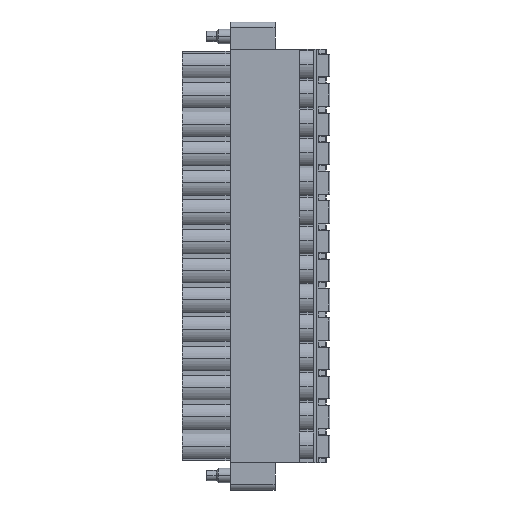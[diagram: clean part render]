
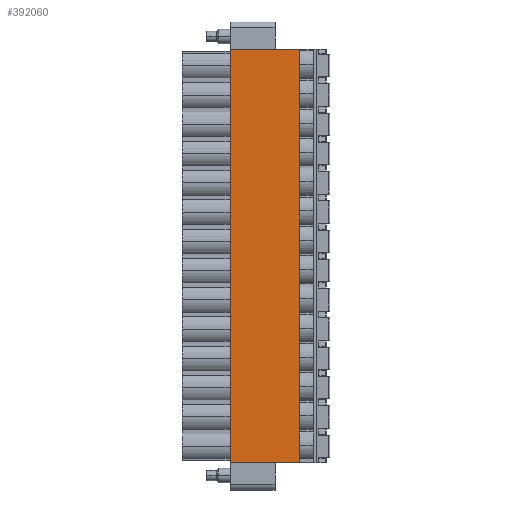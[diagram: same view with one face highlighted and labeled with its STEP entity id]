
A CAD part, front view. The second image highlights one B-rep face of the part: STEP entity #392060.
In plain terms, the highlighted planar face has unit normal (0, -1, 0).
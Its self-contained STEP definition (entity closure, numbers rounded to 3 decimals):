
#9930=CARTESIAN_POINT('',(29.171,9.914,
   0.1));
#9940=DIRECTION('',(0.,0.,
   -1.));
#9950=VECTOR('',#9940,1.);
#9960=LINE('',#9930,#9950);
#9970=CARTESIAN_POINT('',(29.171,9.914,
   0.1));
#9980=VERTEX_POINT('',#9970);
#9990=CARTESIAN_POINT('',(29.171,9.914,
   -2.55));
#10000=VERTEX_POINT('',#9990);
#10010=EDGE_CURVE('',#9980,#10000,#9960,.T.);
#11420=CARTESIAN_POINT('',(17.091,9.914
   ,0.1));
#11430=VERTEX_POINT('',#11420);
#12690=CARTESIAN_POINT('',(19.283,9.914
   ,0.1));
#12700=DIRECTION('',(1.,0.,
   0.));
#12710=VECTOR('',#12700,1.);
#12720=LINE('',#12690,#12710);
#12730=EDGE_CURVE('',#11430,#9980,#12720,.T.);
#59800=CARTESIAN_POINT('',(29.171,9.914
   ,0.1));
#59810=DIRECTION('',(0.,0.,
   -1.));
#59820=VECTOR('',#59810,1.);
#59830=LINE('',#59800,#59820);
#59840=CARTESIAN_POINT('',(29.171,9.914
   ,-7.63));
#59850=VERTEX_POINT('',#59840);
#59860=EDGE_CURVE('',#10000,#59850,#59830,.T.);
#101470=CARTESIAN_POINT('',(29.171,
   9.914,-4.98));
#101480=DIRECTION('',(0.,0.,
   -1.));
#101490=VECTOR('',#101480,1.);
#101500=LINE('',#101470,#101490);
#101510=CARTESIAN_POINT('',(29.171,
   9.914,-12.71));
#101520=VERTEX_POINT('',#101510);
#101530=EDGE_CURVE('',#59850,#101520,#101500,.T.);
#102380=CARTESIAN_POINT('',(29.171,
   9.914,-17.79));
#102390=VERTEX_POINT('',#102380);
#102420=CARTESIAN_POINT('',(29.171,
   9.914,-4.98));
#102430=DIRECTION('',(0.,0.,
   -1.));
#102440=VECTOR('',#102430,1.);
#102450=LINE('',#102420,#102440);
#102460=EDGE_CURVE('',#101520,#102390,#102450,.T.);
#138490=CARTESIAN_POINT('',(29.171,
   9.914,-22.87));
#138500=VERTEX_POINT('',#138490);
#138530=CARTESIAN_POINT('',(29.171,
   9.914,-10.06));
#138540=DIRECTION('',(0.,0.,
   -1.));
#138550=VECTOR('',#138540,1.);
#138560=LINE('',#138530,#138550);
#138570=EDGE_CURVE('',#102390,#138500,#138560,.T.);
#157100=CARTESIAN_POINT('',(29.171,
   9.914,-27.95));
#157110=VERTEX_POINT('',#157100);
#157140=CARTESIAN_POINT('',(29.171,
   9.914,-20.22));
#157150=DIRECTION('',(0.,0.,
   -1.));
#157160=VECTOR('',#157150,1.);
#157170=LINE('',#157140,#157160);
#157180=EDGE_CURVE('',#138500,#157110,#157170,.T.);
#201000=CARTESIAN_POINT('',(29.171,
   9.914,-20.22));
#201010=DIRECTION('',(0.,0.,
   -1.));
#201020=VECTOR('',#201010,1.);
#201030=LINE('',#201000,#201020);
#201040=CARTESIAN_POINT('',(29.171,
   9.914,-33.03));
#201050=VERTEX_POINT('',#201040);
#201060=EDGE_CURVE('',#157110,#201050,#201030,.T.);
#226790=CARTESIAN_POINT('',(29.171,
   9.914,-38.11));
#226800=VERTEX_POINT('',#226790);
#226830=CARTESIAN_POINT('',(29.171,
   9.914,-25.3));
#226840=DIRECTION('',(0.,0.,
   -1.));
#226850=VECTOR('',#226840,1.);
#226860=LINE('',#226830,#226850);
#226870=EDGE_CURVE('',#201050,#226800,#226860,.T.);
#244880=CARTESIAN_POINT('',(29.171,
   9.914,-43.19));
#244890=VERTEX_POINT('',#244880);
#244920=CARTESIAN_POINT('',(29.171,
   9.914,-35.46));
#244930=DIRECTION('',(0.,0.,
   -1.));
#244940=VECTOR('',#244930,1.);
#244950=LINE('',#244920,#244940);
#244960=EDGE_CURVE('',#226800,#244890,#244950,.T.);
#291710=CARTESIAN_POINT('',(29.171,
   9.914,-50.7));
#291720=DIRECTION('',(0.,0.,
   -1.));
#291730=VECTOR('',#291720,1.);
#291740=LINE('',#291710,#291730);
#291750=CARTESIAN_POINT('',(29.171,
   9.914,-53.35));
#291760=VERTEX_POINT('',#291750);
#291770=CARTESIAN_POINT('',(29.171,
   9.914,-58.43));
#291780=VERTEX_POINT('',#291770);
#291790=EDGE_CURVE('',#291760,#291780,#291740,.T.);
#309150=CARTESIAN_POINT('',(29.171,
   9.914,-40.54));
#309160=DIRECTION('',(0.,0.,
   -1.));
#309170=VECTOR('',#309160,1.);
#309180=LINE('',#309150,#309170);
#309190=CARTESIAN_POINT('',(29.171,
   9.914,-48.27));
#309200=VERTEX_POINT('',#309190);
#309210=EDGE_CURVE('',#244890,#309200,#309180,.T.);
#310080=CARTESIAN_POINT('',(29.171,
   9.914,-40.54));
#310090=DIRECTION('',(0.,0.,
   -1.));
#310100=VECTOR('',#310090,1.);
#310110=LINE('',#310080,#310100);
#310120=EDGE_CURVE('',#309200,#291760,#310110,.T.);
#336830=CARTESIAN_POINT('',(29.171,
   9.914,-68.59));
#336840=VERTEX_POINT('',#336830);
#379020=CARTESIAN_POINT('',(29.171,
   9.914,-63.51));
#379030=VERTEX_POINT('',#379020);
#391520=CARTESIAN_POINT('',(17.101,
   9.914,-50.7));
#391530=DIRECTION('',(0.,-1.,
   0.));
#391540=DIRECTION('',(-1.,0.,
   0.));
#391550=AXIS2_PLACEMENT_3D('',#391520,#391530,#391540);
#391560=PLANE('',#391550);
#391570=ORIENTED_EDGE('',*,*,#12730,.F.);
#391580=ORIENTED_EDGE('',*,*,#10010,.F.);
#391590=ORIENTED_EDGE('',*,*,#59860,.F.);
#391600=ORIENTED_EDGE('',*,*,#101530,.F.);
#391610=ORIENTED_EDGE('',*,*,#102460,.F.);
#391620=ORIENTED_EDGE('',*,*,#138570,.F.);
#391630=ORIENTED_EDGE('',*,*,#157180,.F.);
#391640=ORIENTED_EDGE('',*,*,#201060,.F.);
#391650=ORIENTED_EDGE('',*,*,#226870,.F.);
#391660=ORIENTED_EDGE('',*,*,#244960,.F.);
#391670=ORIENTED_EDGE('',*,*,#309210,.F.);
#391680=ORIENTED_EDGE('',*,*,#310120,.F.);
#391690=ORIENTED_EDGE('',*,*,#291790,.F.);
#391700=CARTESIAN_POINT('',(29.171,
   9.914,-50.7));
#391710=DIRECTION('',(0.,0.,
   -1.));
#391720=VECTOR('',#391710,1.);
#391730=LINE('',#391700,#391720);
#391740=EDGE_CURVE('',#291780,#379030,#391730,.T.);
#391750=ORIENTED_EDGE('',*,*,#391740,.F.);
#391760=CARTESIAN_POINT('',(29.171,
   9.914,-55.78));
#391770=DIRECTION('',(0.,0.,
   -1.));
#391780=VECTOR('',#391770,1.);
#391790=LINE('',#391760,#391780);
#391800=EDGE_CURVE('',#379030,#336840,#391790,.T.);
#391810=ORIENTED_EDGE('',*,*,#391800,.F.);
#391820=CARTESIAN_POINT('',(29.171,
   9.914,-60.86));
#391830=DIRECTION('',(0.,0.,
   -1.));
#391840=VECTOR('',#391830,1.);
#391850=LINE('',#391820,#391840);
#391860=CARTESIAN_POINT('',(29.171,
   9.914,-71.64));
#391870=VERTEX_POINT('',#391860);
#391880=EDGE_CURVE('',#336840,#391870,#391850,.T.);
#391890=ORIENTED_EDGE('',*,*,#391880,.F.);
#391900=CARTESIAN_POINT('',(19.283,
   9.914,-71.64));
#391910=DIRECTION('',(-1.,0.,
   0.));
#391920=VECTOR('',#391910,1.);
#391930=LINE('',#391900,#391920);
#391940=CARTESIAN_POINT('',(17.091,
   9.914,-71.64));
#391950=VERTEX_POINT('',#391940);
#391960=EDGE_CURVE('',#391870,#391950,#391930,.T.);
#391970=ORIENTED_EDGE('',*,*,#391960,.F.);
#391980=CARTESIAN_POINT('',(17.091,
   9.914,-50.7));
#391990=DIRECTION('',(0.,0.,
   -1.));
#392000=VECTOR('',#391990,1.);
#392010=LINE('',#391980,#392000);
#392020=EDGE_CURVE('',#11430,#391950,#392010,.T.);
#392030=ORIENTED_EDGE('',*,*,#392020,.T.);
#392040=EDGE_LOOP('',(#392030,#391970,#391890,#391810,#391750,#391690,
   #391680,#391670,#391660,#391650,#391640,#391630,#391620,#391610,
   #391600,#391590,#391580,#391570));
#392050=FACE_OUTER_BOUND('',#392040,.T.);
#392060=ADVANCED_FACE('',(#392050),#391560,.T.);
